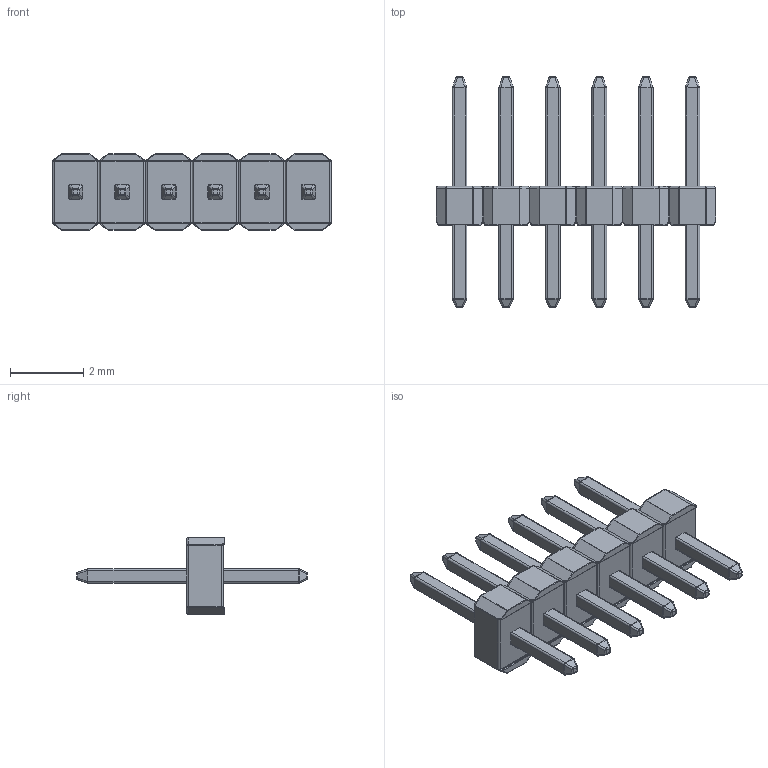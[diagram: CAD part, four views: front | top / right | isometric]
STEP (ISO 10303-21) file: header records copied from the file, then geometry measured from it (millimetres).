
FILE_DESCRIPTION (( 'STEP AP214' ), '1' );
FILE_NAME ('M50-3530642.STEP', '2018-01-16T16:49:36', ( '' ), ( '' ), 'SwSTEP 2.0', 'SolidWorks 2014', '' );
FILE_SCHEMA (( 'AUTOMOTIVE_DESIGN' ));
Length unit declared in the file: millimetre
Products named in the file (2): M50-353-Pin; M50-3530642
Assembly tree (6 placements, depth 2):
  M50-3530642
    M50-353-Pin  x6
Bounding box: 7.62 x 6.3 x 2.1 mm (x, y, z)
Volume: 20.2 mm3; surface area: 113.4 mm2
Topology: 6 solids, 6 shells, 852 faces, 1920 edges, 996 vertices
Faces by surface type: cylinder 384, plane 192, sphere 96, bspline 96, torus 84
Entity records: 5462 total; most frequent: CARTESIAN_POINT 1224, DIRECTION 650, ORIENTED_EDGE 608, EDGE_CURVE 304, AXIS2_PLACEMENT_3D 257, VERTEX_POINT 166, EDGE_LOOP 144, FACE_OUTER_BOUND 142
